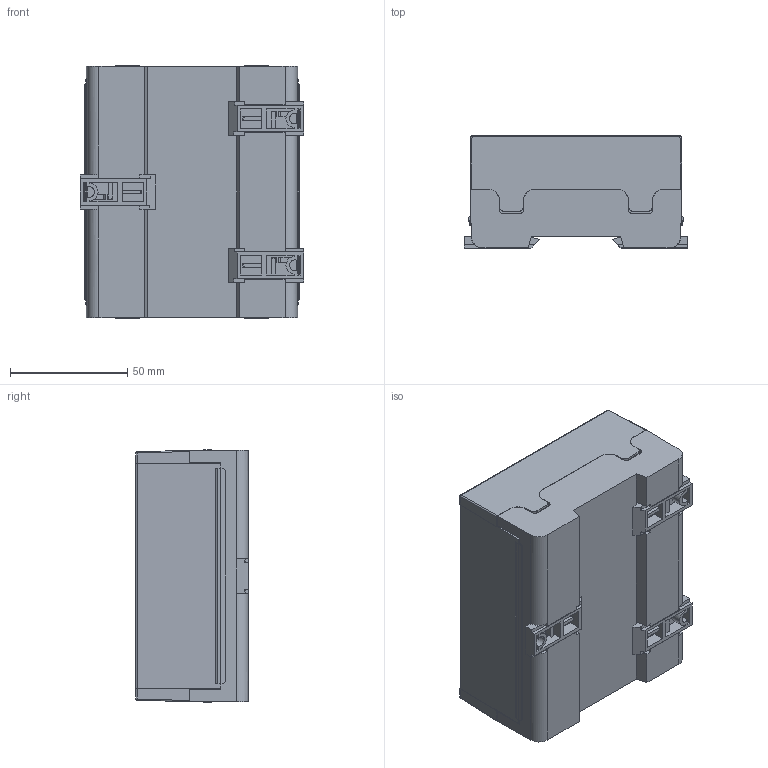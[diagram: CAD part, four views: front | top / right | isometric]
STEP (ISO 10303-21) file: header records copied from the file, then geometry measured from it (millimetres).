
FILE_DESCRIPTION (( 'STEP AP203' ), '1' );
FILE_NAME ('449-460-50.STEP', '2021-08-24T14:35:10', ( '' ), ( '' ), 'SwSTEP 2.0', 'SolidWorks 2018', '' );
FILE_SCHEMA (( 'CONFIG_CONTROL_DESIGN' ));
Length unit declared in the file: millimetre
Products named in the file (4): 044936001; 044900300; 449-460-50; 044946051_044946051
Assembly tree (5 placements, depth 2):
  449-460-50
    044946051_044946051
    044936001
    044900300  x3
Bounding box: 95 x 47.8 x 107.5 mm (x, y, z)
Volume: 62057.3 mm3; surface area: 83871.2 mm2
Topology: 5 solids, 5 shells, 553 faces, 1559 edges, 1028 vertices
Faces by surface type: plane 455, cylinder 90, sphere 4, cone 4
Entity records: 15387 total; most frequent: CARTESIAN_POINT 2788, ORIENTED_EDGE 2626, DIRECTION 2363, EDGE_CURVE 1313, LINE 1125, VECTOR 1125, VERTEX_POINT 868, AXIS2_PLACEMENT_3D 619
